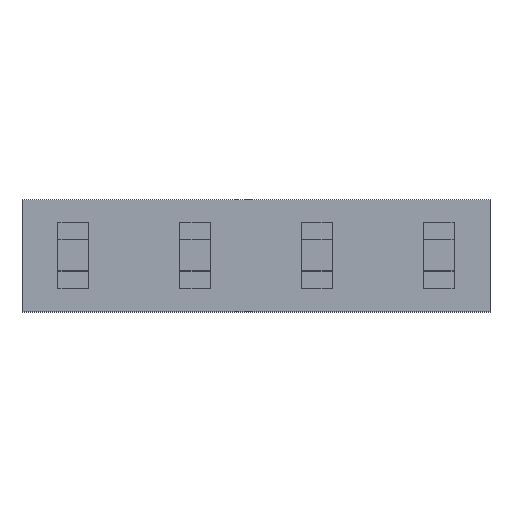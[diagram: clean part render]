
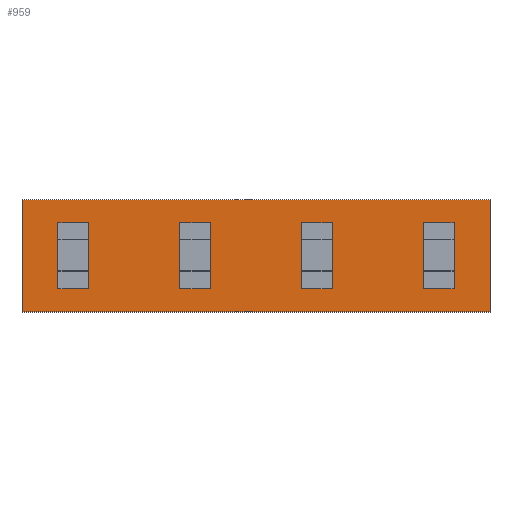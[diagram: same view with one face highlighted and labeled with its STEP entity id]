
A CAD part, top view. The second image highlights one B-rep face of the part: STEP entity #959.
In plain terms, the highlighted planar face has unit normal (0, 0, 1).
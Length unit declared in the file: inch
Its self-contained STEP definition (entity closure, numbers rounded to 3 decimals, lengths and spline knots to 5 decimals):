
#72=DIRECTION('',(0.,-1.,0.));
#73=VECTOR('',#72,0.092);
#74=CARTESIAN_POINT('',(-0.192,0.046,0.));
#75=LINE('',#74,#73);
#76=DIRECTION('',(-1.,0.,0.));
#77=VECTOR('',#76,0.384);
#78=CARTESIAN_POINT('',(0.192,0.046,0.));
#79=LINE('',#78,#77);
#80=DIRECTION('',(0.,1.,0.));
#81=VECTOR('',#80,0.092);
#82=CARTESIAN_POINT('',(0.192,-0.046,0.));
#83=LINE('',#82,#81);
#84=DIRECTION('',(1.,0.,0.));
#85=VECTOR('',#84,0.384);
#86=CARTESIAN_POINT('',(-0.192,-0.046,0.));
#87=LINE('',#86,#85);
#88=DIRECTION('',(0.,-1.,0.));
#89=VECTOR('',#88,0.054);
#90=CARTESIAN_POINT('',(-0.1375,0.027,0.));
#91=LINE('',#90,#89);
#92=DIRECTION('',(-1.,0.,0.));
#93=VECTOR('',#92,0.025);
#94=CARTESIAN_POINT('',(-0.1375,0.027,0.));
#95=LINE('',#94,#93);
#96=DIRECTION('',(0.,-1.,0.));
#97=VECTOR('',#96,0.054);
#98=CARTESIAN_POINT('',(-0.1625,0.027,0.));
#99=LINE('',#98,#97);
#100=DIRECTION('',(-1.,0.,0.));
#101=VECTOR('',#100,0.025);
#102=CARTESIAN_POINT('',(-0.1375,-0.027,0.));
#103=LINE('',#102,#101);
#104=DIRECTION('',(0.,-1.,0.));
#105=VECTOR('',#104,0.054);
#106=CARTESIAN_POINT('',(-0.0375,0.027,0.));
#107=LINE('',#106,#105);
#108=DIRECTION('',(-1.,0.,0.));
#109=VECTOR('',#108,0.025);
#110=CARTESIAN_POINT('',(-0.0375,0.027,0.));
#111=LINE('',#110,#109);
#112=DIRECTION('',(0.,-1.,0.));
#113=VECTOR('',#112,0.054);
#114=CARTESIAN_POINT('',(-0.0625,0.027,0.));
#115=LINE('',#114,#113);
#116=DIRECTION('',(-1.,0.,0.));
#117=VECTOR('',#116,0.025);
#118=CARTESIAN_POINT('',(-0.0375,-0.027,0.));
#119=LINE('',#118,#117);
#120=DIRECTION('',(0.,-1.,0.));
#121=VECTOR('',#120,0.054);
#122=CARTESIAN_POINT('',(0.0625,0.027,0.));
#123=LINE('',#122,#121);
#124=DIRECTION('',(-1.,0.,0.));
#125=VECTOR('',#124,0.025);
#126=CARTESIAN_POINT('',(0.0625,0.027,0.));
#127=LINE('',#126,#125);
#128=DIRECTION('',(0.,-1.,0.));
#129=VECTOR('',#128,0.054);
#130=CARTESIAN_POINT('',(0.0375,0.027,0.));
#131=LINE('',#130,#129);
#132=DIRECTION('',(-1.,0.,0.));
#133=VECTOR('',#132,0.025);
#134=CARTESIAN_POINT('',(0.0625,-0.027,0.));
#135=LINE('',#134,#133);
#136=DIRECTION('',(0.,-1.,0.));
#137=VECTOR('',#136,0.054);
#138=CARTESIAN_POINT('',(0.1625,0.027,0.));
#139=LINE('',#138,#137);
#140=DIRECTION('',(-1.,0.,0.));
#141=VECTOR('',#140,0.025);
#142=CARTESIAN_POINT('',(0.1625,0.027,0.));
#143=LINE('',#142,#141);
#144=DIRECTION('',(0.,-1.,0.));
#145=VECTOR('',#144,0.054);
#146=CARTESIAN_POINT('',(0.1375,0.027,0.));
#147=LINE('',#146,#145);
#148=DIRECTION('',(-1.,0.,0.));
#149=VECTOR('',#148,0.025);
#150=CARTESIAN_POINT('',(0.1625,-0.027,0.));
#151=LINE('',#150,#149);
#696=CARTESIAN_POINT('',(-0.192,0.046,0.));
#697=CARTESIAN_POINT('',(-0.192,-0.046,0.));
#698=VERTEX_POINT('',#696);
#699=VERTEX_POINT('',#697);
#700=CARTESIAN_POINT('',(0.192,-0.046,0.));
#701=VERTEX_POINT('',#700);
#702=CARTESIAN_POINT('',(0.192,0.046,0.));
#703=VERTEX_POINT('',#702);
#744=CARTESIAN_POINT('',(-0.1375,0.027,0.));
#745=CARTESIAN_POINT('',(-0.1375,-0.027,0.));
#746=VERTEX_POINT('',#744);
#747=VERTEX_POINT('',#745);
#748=CARTESIAN_POINT('',(-0.1625,0.027,0.));
#749=CARTESIAN_POINT('',(-0.1625,-0.027,0.));
#750=VERTEX_POINT('',#748);
#751=VERTEX_POINT('',#749);
#792=CARTESIAN_POINT('',(-0.0375,0.027,0.));
#793=CARTESIAN_POINT('',(-0.0375,-0.027,0.));
#794=VERTEX_POINT('',#792);
#795=VERTEX_POINT('',#793);
#796=CARTESIAN_POINT('',(-0.0625,0.027,0.));
#797=CARTESIAN_POINT('',(-0.0625,-0.027,0.));
#798=VERTEX_POINT('',#796);
#799=VERTEX_POINT('',#797);
#840=CARTESIAN_POINT('',(0.0625,0.027,0.));
#841=CARTESIAN_POINT('',(0.0625,-0.027,0.));
#842=VERTEX_POINT('',#840);
#843=VERTEX_POINT('',#841);
#844=CARTESIAN_POINT('',(0.0375,0.027,0.));
#845=CARTESIAN_POINT('',(0.0375,-0.027,0.));
#846=VERTEX_POINT('',#844);
#847=VERTEX_POINT('',#845);
#888=CARTESIAN_POINT('',(0.1625,0.027,0.));
#889=CARTESIAN_POINT('',(0.1625,-0.027,0.));
#890=VERTEX_POINT('',#888);
#891=VERTEX_POINT('',#889);
#892=CARTESIAN_POINT('',(0.1375,0.027,0.));
#893=CARTESIAN_POINT('',(0.1375,-0.027,0.));
#894=VERTEX_POINT('',#892);
#895=VERTEX_POINT('',#893);
#904=CARTESIAN_POINT('',(0.,0.,0.));
#905=DIRECTION('',(0.,0.,1.));
#906=DIRECTION('',(1.,0.,0.));
#907=AXIS2_PLACEMENT_3D('',#904,#905,#906);
#908=PLANE('',#907);
#910=ORIENTED_EDGE('',*,*,#909,.F.);
#912=ORIENTED_EDGE('',*,*,#911,.F.);
#914=ORIENTED_EDGE('',*,*,#913,.F.);
#916=ORIENTED_EDGE('',*,*,#915,.F.);
#917=EDGE_LOOP('',(#910,#912,#914,#916));
#918=FACE_OUTER_BOUND('',#917,.F.);
#920=ORIENTED_EDGE('',*,*,#919,.F.);
#922=ORIENTED_EDGE('',*,*,#921,.T.);
#924=ORIENTED_EDGE('',*,*,#923,.T.);
#926=ORIENTED_EDGE('',*,*,#925,.F.);
#927=EDGE_LOOP('',(#920,#922,#924,#926));
#928=FACE_BOUND('',#927,.F.);
#930=ORIENTED_EDGE('',*,*,#929,.F.);
#932=ORIENTED_EDGE('',*,*,#931,.T.);
#934=ORIENTED_EDGE('',*,*,#933,.T.);
#936=ORIENTED_EDGE('',*,*,#935,.F.);
#937=EDGE_LOOP('',(#930,#932,#934,#936));
#938=FACE_BOUND('',#937,.F.);
#940=ORIENTED_EDGE('',*,*,#939,.F.);
#942=ORIENTED_EDGE('',*,*,#941,.T.);
#944=ORIENTED_EDGE('',*,*,#943,.T.);
#946=ORIENTED_EDGE('',*,*,#945,.F.);
#947=EDGE_LOOP('',(#940,#942,#944,#946));
#948=FACE_BOUND('',#947,.F.);
#950=ORIENTED_EDGE('',*,*,#949,.F.);
#952=ORIENTED_EDGE('',*,*,#951,.T.);
#954=ORIENTED_EDGE('',*,*,#953,.T.);
#956=ORIENTED_EDGE('',*,*,#955,.F.);
#957=EDGE_LOOP('',(#950,#952,#954,#956));
#958=FACE_BOUND('',#957,.F.);
#959=ADVANCED_FACE('',(#918,#928,#938,#948,#958),#908,.T.);
#909=EDGE_CURVE('',#698,#699,#75,.T.);
#911=EDGE_CURVE('',#703,#698,#79,.T.);
#913=EDGE_CURVE('',#701,#703,#83,.T.);
#915=EDGE_CURVE('',#699,#701,#87,.T.);
#919=EDGE_CURVE('',#746,#747,#91,.T.);
#921=EDGE_CURVE('',#746,#750,#95,.T.);
#923=EDGE_CURVE('',#750,#751,#99,.T.);
#925=EDGE_CURVE('',#747,#751,#103,.T.);
#929=EDGE_CURVE('',#794,#795,#107,.T.);
#931=EDGE_CURVE('',#794,#798,#111,.T.);
#933=EDGE_CURVE('',#798,#799,#115,.T.);
#935=EDGE_CURVE('',#795,#799,#119,.T.);
#939=EDGE_CURVE('',#842,#843,#123,.T.);
#941=EDGE_CURVE('',#842,#846,#127,.T.);
#943=EDGE_CURVE('',#846,#847,#131,.T.);
#945=EDGE_CURVE('',#843,#847,#135,.T.);
#949=EDGE_CURVE('',#890,#891,#139,.T.);
#951=EDGE_CURVE('',#890,#894,#143,.T.);
#953=EDGE_CURVE('',#894,#895,#147,.T.);
#955=EDGE_CURVE('',#891,#895,#151,.T.);
